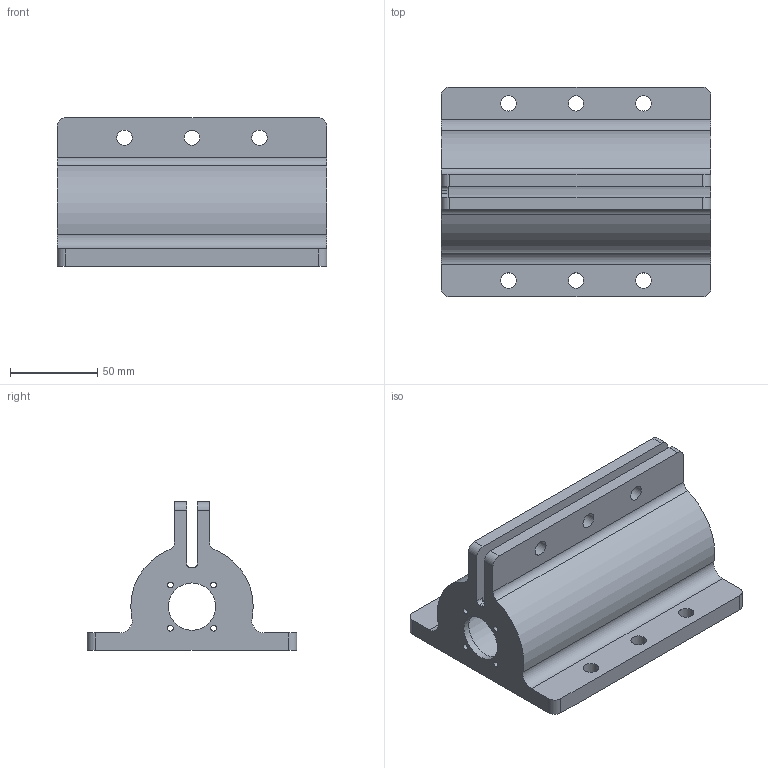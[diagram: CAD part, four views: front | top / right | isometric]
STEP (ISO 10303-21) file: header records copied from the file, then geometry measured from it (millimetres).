
FILE_DESCRIPTION(/* description */ (''),/* implementation_level */ '2;1');
FILE_NAME(/* name */ 'Z_AXIS_ACTUATIOR_MOTOR_MOUNT.step',/* time_stamp */ '2025-12-06T20:09:45+05:30',/* author */ (''),/* organization */ (''),/* preprocessor_version */ 'ST-DEVELOPER v20.1',/* originating_system */ 'Autodesk Translation Framework v14.21.0.0',/* authorisation */ '');
FILE_SCHEMA (('AUTOMOTIVE_DESIGN { 1 0 10303 214 3 1 1 }'));
Length unit declared in the file: millimetre
Products named in the file (1): Z_AXIS_ACTUATIOR_MOTOR_MOUNT
Bounding box: 154.3 x 120 x 85 mm (x, y, z)
Volume: 444042.3 mm3; surface area: 98423.4 mm2
Topology: 1 solids, 1 shells, 51 faces, 147 edges, 98 vertices
Faces by surface type: cylinder 37, plane 14
Full cylindrical faces by diameter (mm): 3.3 x4, 8.75 x12, 27 x1
Entity records: 1832 total; most frequent: CARTESIAN_POINT 325, DIRECTION 317, ORIENTED_EDGE 294, EDGE_CURVE 147, AXIS2_PLACEMENT_3D 122, VERTEX_POINT 98, EDGE_LOOP 85, LINE 73
